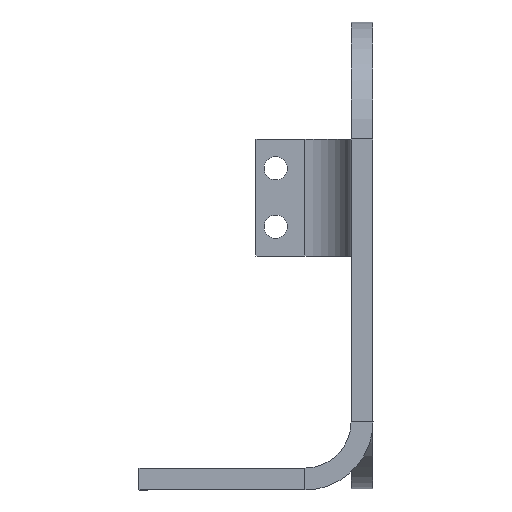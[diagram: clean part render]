
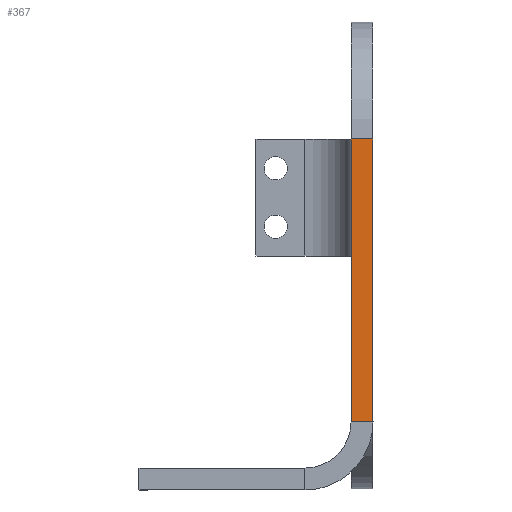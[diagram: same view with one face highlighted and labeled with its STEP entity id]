
A CAD part, left-side view. The second image highlights one B-rep face of the part: STEP entity #367.
In plain terms, the highlighted planar face has unit normal (-1, 0, 0).
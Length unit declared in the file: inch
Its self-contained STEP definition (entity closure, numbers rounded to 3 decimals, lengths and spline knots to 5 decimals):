
#91 = DIRECTION ( 'NONE',  ( 0., 0., 1. ) ) ;
#93 = DIRECTION ( 'NONE',  ( 0., -1., 0. ) ) ;
#97 = DIRECTION ( 'NONE',  ( 0., 0., 1. ) ) ;
#133 = EDGE_CURVE ( 'NONE', #1992, #998, #2154, .T. ) ;
#179 = EDGE_LOOP ( 'NONE', ( #1543, #1726, #1538, #296 ) ) ;
#268 = VECTOR ( 'NONE', #97, 39.37008 ) ;
#296 = ORIENTED_EDGE ( 'NONE', *, *, #133, .T. ) ;
#301 = VECTOR ( 'NONE', #1321, 39.37008 ) ;
#367 = ADVANCED_FACE ( 'NONE', ( #1073 ), #829, .T. ) ;
#409 = CARTESIAN_POINT ( 'NONE',  ( -3.75, -0.125, -1.4188 ) ) ;
#453 = VERTEX_POINT ( 'NONE', #2065 ) ;
#605 = EDGE_CURVE ( 'NONE', #1992, #453, #671, .T. ) ;
#671 = LINE ( 'NONE', #1428, #890 ) ;
#829 = PLANE ( 'NONE',  #863 ) ;
#863 = AXIS2_PLACEMENT_3D ( 'NONE', #1493, #1352, #1170 ) ;
#890 = VECTOR ( 'NONE', #91, 39.37008 ) ;
#998 = VERTEX_POINT ( 'NONE', #409 ) ;
#1047 = VERTEX_POINT ( 'NONE', #1698 ) ;
#1073 = FACE_OUTER_BOUND ( 'NONE', #179, .T. ) ;
#1170 = DIRECTION ( 'NONE',  ( 0., 0., 1. ) ) ;
#1269 = VECTOR ( 'NONE', #93, 39.37008 ) ;
#1278 = CARTESIAN_POINT ( 'NONE',  ( -3.75, 0.0625, -1.4188 ) ) ;
#1321 = DIRECTION ( 'NONE',  ( 0., 1., 0. ) ) ;
#1352 = DIRECTION ( 'NONE',  ( -1., 0., 0. ) ) ;
#1428 = CARTESIAN_POINT ( 'NONE',  ( -3.75, 0.0625, 2. ) ) ;
#1466 = LINE ( 'NONE', #1940, #268 ) ;
#1477 = CARTESIAN_POINT ( 'NONE',  ( -3.75, 0.0625, 1. ) ) ;
#1492 = CARTESIAN_POINT ( 'NONE',  ( -3.75, 0.0625, -1.4188 ) ) ;
#1493 = CARTESIAN_POINT ( 'NONE',  ( -3.75, 0.0625, 2. ) ) ;
#1538 = ORIENTED_EDGE ( 'NONE', *, *, #605, .F. ) ;
#1543 = ORIENTED_EDGE ( 'NONE', *, *, #1879, .T. ) ;
#1547 = EDGE_CURVE ( 'NONE', #1047, #453, #1823, .T. ) ;
#1698 = CARTESIAN_POINT ( 'NONE',  ( -3.75, -0.125, 1. ) ) ;
#1726 = ORIENTED_EDGE ( 'NONE', *, *, #1547, .T. ) ;
#1823 = LINE ( 'NONE', #1477, #301 ) ;
#1879 = EDGE_CURVE ( 'NONE', #998, #1047, #1466, .T. ) ;
#1940 = CARTESIAN_POINT ( 'NONE',  ( -3.75, -0.125, 0. ) ) ;
#1992 = VERTEX_POINT ( 'NONE', #1492 ) ;
#2065 = CARTESIAN_POINT ( 'NONE',  ( -3.75, 0.0625, 1. ) ) ;
#2154 = LINE ( 'NONE', #1278, #1269 ) ;
